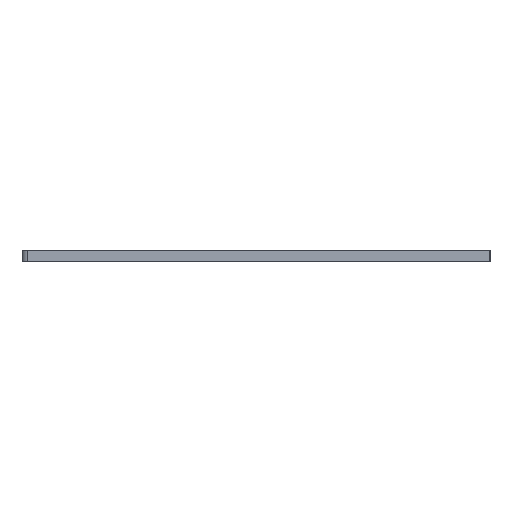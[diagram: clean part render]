
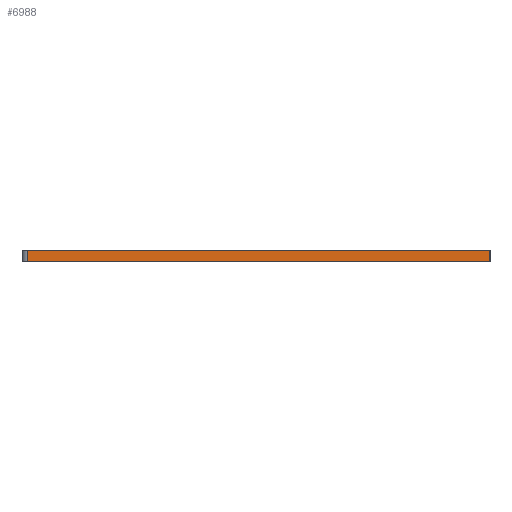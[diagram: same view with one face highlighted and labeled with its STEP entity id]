
A CAD part, left-side view. The second image highlights one B-rep face of the part: STEP entity #6988.
In plain terms, the highlighted planar face has unit normal (-1, 0, 0).
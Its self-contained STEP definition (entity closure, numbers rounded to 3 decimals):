
#270 = CARTESIAN_POINT ( 'NONE',  ( -279.75, 72., 222.725 ) ) ;
#631 = VERTEX_POINT ( 'NONE', #1133 ) ;
#970 = VERTEX_POINT ( 'NONE', #270 ) ;
#1133 = CARTESIAN_POINT ( 'NONE',  ( -279.75, -10., 222.725 ) ) ;
#1158 = EDGE_CURVE ( 'NONE', #970, #631, #11055, .T. ) ;
#1460 = VECTOR ( 'NONE', #10986, 1000. ) ;
#1466 = EDGE_CURVE ( 'NONE', #970, #2579, #1687, .T. ) ;
#1665 = CARTESIAN_POINT ( 'NONE',  ( -279.75, -10., 220.725 ) ) ;
#1687 = LINE ( 'NONE', #5050, #12594 ) ;
#2175 = VECTOR ( 'NONE', #6808, 1000. ) ;
#2555 = LINE ( 'NONE', #11965, #2175 ) ;
#2579 = VERTEX_POINT ( 'NONE', #5972 ) ;
#2747 = DIRECTION ( 'NONE',  ( 0., 0., 1. ) ) ;
#2951 = DIRECTION ( 'NONE',  ( -1., 0., 0. ) ) ;
#3806 = PLANE ( 'NONE',  #12650 ) ;
#3945 = CARTESIAN_POINT ( 'NONE',  ( -279.75, -10., 591.196 ) ) ;
#5050 = CARTESIAN_POINT ( 'NONE',  ( -279.75, 72., 591.196 ) ) ;
#5289 = EDGE_CURVE ( 'NONE', #631, #5367, #6560, .T. ) ;
#5367 = VERTEX_POINT ( 'NONE', #1665 ) ;
#5513 = VECTOR ( 'NONE', #12967, 1000. ) ;
#5613 = EDGE_CURVE ( 'NONE', #5367, #2579, #2555, .T. ) ;
#5814 = DIRECTION ( 'NONE',  ( 0., 0., -1. ) ) ;
#5833 = CARTESIAN_POINT ( 'NONE',  ( -279.75, -10., 222.725 ) ) ;
#5972 = CARTESIAN_POINT ( 'NONE',  ( -279.75, 72., 220.725 ) ) ;
#6560 = LINE ( 'NONE', #8714, #5513 ) ;
#6808 = DIRECTION ( 'NONE',  ( 0., 1., 0. ) ) ;
#6988 = ADVANCED_FACE ( 'NONE', ( #11242 ), #3806, .T. ) ;
#7092 = ORIENTED_EDGE ( 'NONE', *, *, #5613, .F. ) ;
#7553 = ORIENTED_EDGE ( 'NONE', *, *, #1466, .T. ) ;
#8714 = CARTESIAN_POINT ( 'NONE',  ( -279.75, -10., 591.196 ) ) ;
#9406 = EDGE_LOOP ( 'NONE', ( #12216, #7553, #7092, #12474 ) ) ;
#10986 = DIRECTION ( 'NONE',  ( 0., -1., 0. ) ) ;
#11055 = LINE ( 'NONE', #5833, #1460 ) ;
#11242 = FACE_OUTER_BOUND ( 'NONE', #9406, .T. ) ;
#11965 = CARTESIAN_POINT ( 'NONE',  ( -279.75, -10., 220.725 ) ) ;
#12216 = ORIENTED_EDGE ( 'NONE', *, *, #1158, .F. ) ;
#12474 = ORIENTED_EDGE ( 'NONE', *, *, #5289, .F. ) ;
#12594 = VECTOR ( 'NONE', #5814, 1000. ) ;
#12650 = AXIS2_PLACEMENT_3D ( 'NONE', #3945, #2951, #2747 ) ;
#12967 = DIRECTION ( 'NONE',  ( 0., 0., -1. ) ) ;
